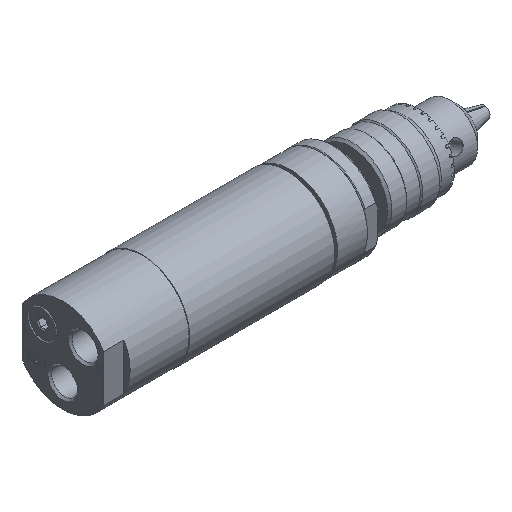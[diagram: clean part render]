
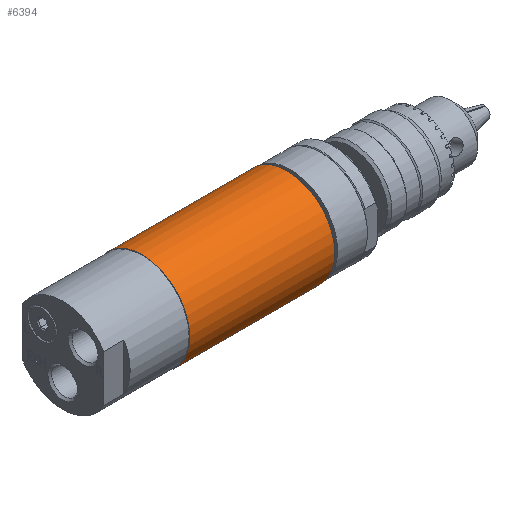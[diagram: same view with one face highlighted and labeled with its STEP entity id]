
A CAD part, isometric view. The second image highlights one B-rep face of the part: STEP entity #6394.
In plain terms, the highlighted cylindrical face has radius 21 mm (diameter 42 mm), a full revolution.
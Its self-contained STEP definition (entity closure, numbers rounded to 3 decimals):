
#1438=CYLINDRICAL_SURFACE('',#6997,21.);
#1837=FACE_BOUND('',#2515,.T.);
#2120=FACE_OUTER_BOUND('',#2514,.T.);
#2514=EDGE_LOOP('',(#5604));
#2515=EDGE_LOOP('',(#5605));
#2828=CIRCLE('',#6998,21.);
#2829=CIRCLE('',#6999,21.);
#3289=VERTEX_POINT('',#10934);
#3290=VERTEX_POINT('',#10936);
#4092=EDGE_CURVE('',#3289,#3289,#2828,.T.);
#4093=EDGE_CURVE('',#3290,#3290,#2829,.T.);
#5604=ORIENTED_EDGE('',*,*,#4092,.F.);
#5605=ORIENTED_EDGE('',*,*,#4093,.T.);
#6394=ADVANCED_FACE('',(#2120,#1837),#1438,.T.);
#6997=AXIS2_PLACEMENT_3D('',#10933,#8404,#8405);
#6998=AXIS2_PLACEMENT_3D('',#10935,#8406,#8407);
#6999=AXIS2_PLACEMENT_3D('',#10937,#8408,#8409);
#8404=DIRECTION('center_axis',(-1.,0.,0.));
#8405=DIRECTION('ref_axis',(0.,-0.773,-0.634));
#8406=DIRECTION('center_axis',(-1.,0.,0.));
#8407=DIRECTION('ref_axis',(0.,-0.773,-0.634));
#8408=DIRECTION('center_axis',(-1.,0.,0.));
#8409=DIRECTION('ref_axis',(0.,-0.773,-0.634));
#10933=CARTESIAN_POINT('Origin',(32.,0.,
0.));
#10934=CARTESIAN_POINT('',(0.,-16.235,-13.32));
#10935=CARTESIAN_POINT('Origin',(0.,0.,
0.));
#10936=CARTESIAN_POINT('',(64.,-16.235,-13.32));
#10937=CARTESIAN_POINT('Origin',(64.,0.,
0.));
